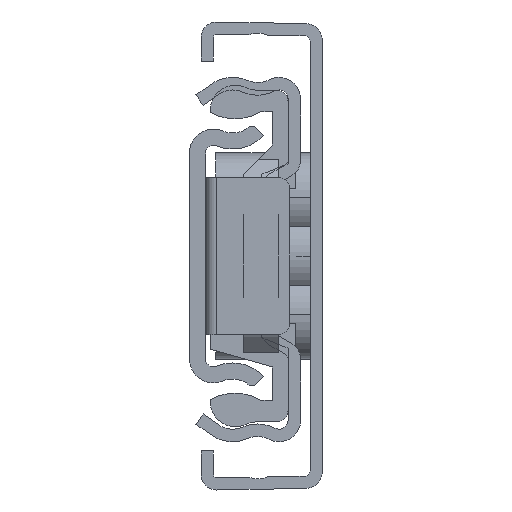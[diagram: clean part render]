
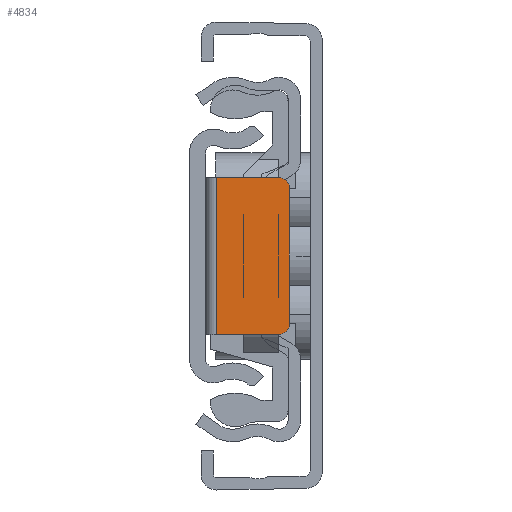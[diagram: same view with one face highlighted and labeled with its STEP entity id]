
A CAD part, left-side view. The second image highlights one B-rep face of the part: STEP entity #4834.
In plain terms, the highlighted face is planar.
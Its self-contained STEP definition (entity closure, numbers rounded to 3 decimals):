
#355 = VERTEX_POINT ( 'NONE', #10697 ) ;
#674 = ORIENTED_EDGE ( 'NONE', *, *, #1835, .T. ) ;
#729 = LINE ( 'NONE', #11633, #2856 ) ;
#753 = ORIENTED_EDGE ( 'NONE', *, *, #4510, .T. ) ;
#942 = ORIENTED_EDGE ( 'NONE', *, *, #9932, .F. ) ;
#1159 = VERTEX_POINT ( 'NONE', #6895 ) ;
#1211 = AXIS2_PLACEMENT_3D ( 'NONE', #6506, #5604, #1892 ) ;
#1332 = DIRECTION ( 'NONE',  ( 1., 0., 0. ) ) ;
#1338 = CARTESIAN_POINT ( 'NONE',  ( -6.5, -8.541, -1. ) ) ;
#1595 = AXIS2_PLACEMENT_3D ( 'NONE', #1338, #7126, #10832 ) ;
#1726 = LINE ( 'NONE', #9017, #10717 ) ;
#1835 = EDGE_CURVE ( 'NONE', #355, #1159, #1726, .T. ) ;
#1892 = DIRECTION ( 'NONE',  ( 1., 0., 0. ) ) ;
#2126 = EDGE_LOOP ( 'NONE', ( #11989, #11271, #942, #7263, #753, #674 ) ) ;
#2713 = VERTEX_POINT ( 'NONE', #11825 ) ;
#2806 = CARTESIAN_POINT ( 'NONE',  ( -7.5, -9.541, -1. ) ) ;
#2856 = VECTOR ( 'NONE', #7028, 1000. ) ;
#2946 = EDGE_CURVE ( 'NONE', #2713, #8822, #5686, .T. ) ;
#4510 = EDGE_CURVE ( 'NONE', #8822, #355, #729, .T. ) ;
#4578 = CARTESIAN_POINT ( 'NONE',  ( -7.5, -8.541, -1. ) ) ;
#4760 = CARTESIAN_POINT ( 'NONE',  ( 6.5, -9.541, -1. ) ) ;
#4781 = EDGE_CURVE ( 'NONE', #6854, #1159, #11399, .T. ) ;
#4834 = ADVANCED_FACE ( 'NONE', ( #9643 ), #5895, .F. ) ;
#4982 = CARTESIAN_POINT ( 'NONE',  ( -7.5, -9.541, -1. ) ) ;
#5471 = EDGE_CURVE ( 'NONE', #6854, #9906, #7188, .T. ) ;
#5604 = DIRECTION ( 'NONE',  ( 0., 0., -1. ) ) ;
#5686 = CIRCLE ( 'NONE', #1595, 1. ) ;
#5737 = LINE ( 'NONE', #2806, #10317 ) ;
#5895 = PLANE ( 'NONE',  #6528 ) ;
#6506 = CARTESIAN_POINT ( 'NONE',  ( 6.5, -8.541, -1. ) ) ;
#6528 = AXIS2_PLACEMENT_3D ( 'NONE', #4982, #8671, #1332 ) ;
#6854 = VERTEX_POINT ( 'NONE', #10028 ) ;
#6895 = CARTESIAN_POINT ( 'NONE',  ( 7.5, -2.541, -1. ) ) ;
#7028 = DIRECTION ( 'NONE',  ( 0., 1., 0. ) ) ;
#7126 = DIRECTION ( 'NONE',  ( 0., 0., -1. ) ) ;
#7188 = CIRCLE ( 'NONE', #1211, 1. ) ;
#7263 = ORIENTED_EDGE ( 'NONE', *, *, #2946, .T. ) ;
#7638 = DIRECTION ( 'NONE',  ( 0., 1., 0. ) ) ;
#8671 = DIRECTION ( 'NONE',  ( 0., 0., 1. ) ) ;
#8684 = VECTOR ( 'NONE', #7638, 1000. ) ;
#8723 = CARTESIAN_POINT ( 'NONE',  ( 7.5, -9.541, -1. ) ) ;
#8822 = VERTEX_POINT ( 'NONE', #4578 ) ;
#9017 = CARTESIAN_POINT ( 'NONE',  ( 7.5, -2.541, -1. ) ) ;
#9643 = FACE_OUTER_BOUND ( 'NONE', #2126, .T. ) ;
#9906 = VERTEX_POINT ( 'NONE', #4760 ) ;
#9932 = EDGE_CURVE ( 'NONE', #2713, #9906, #5737, .T. ) ;
#10028 = CARTESIAN_POINT ( 'NONE',  ( 7.5, -8.541, -1. ) ) ;
#10317 = VECTOR ( 'NONE', #11178, 1000. ) ;
#10697 = CARTESIAN_POINT ( 'NONE',  ( -7.5, -2.541, -1. ) ) ;
#10717 = VECTOR ( 'NONE', #10952, 1000. ) ;
#10832 = DIRECTION ( 'NONE',  ( 1., 0., 0. ) ) ;
#10952 = DIRECTION ( 'NONE',  ( 1., 0., 0. ) ) ;
#11178 = DIRECTION ( 'NONE',  ( 1., 0., 0. ) ) ;
#11271 = ORIENTED_EDGE ( 'NONE', *, *, #5471, .T. ) ;
#11399 = LINE ( 'NONE', #8723, #8684 ) ;
#11633 = CARTESIAN_POINT ( 'NONE',  ( -7.5, -9.541, -1. ) ) ;
#11825 = CARTESIAN_POINT ( 'NONE',  ( -6.5, -9.541, -1. ) ) ;
#11989 = ORIENTED_EDGE ( 'NONE', *, *, #4781, .F. ) ;
